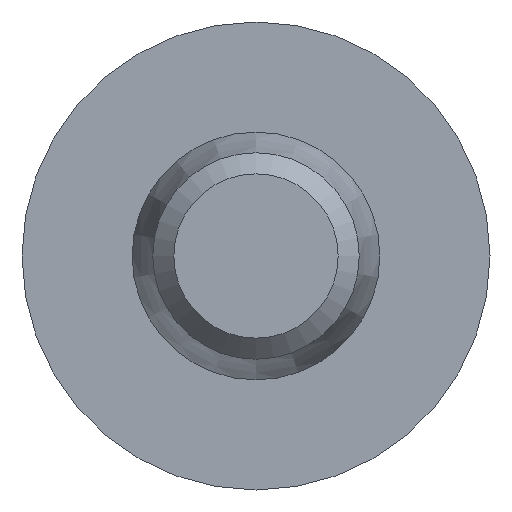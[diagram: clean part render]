
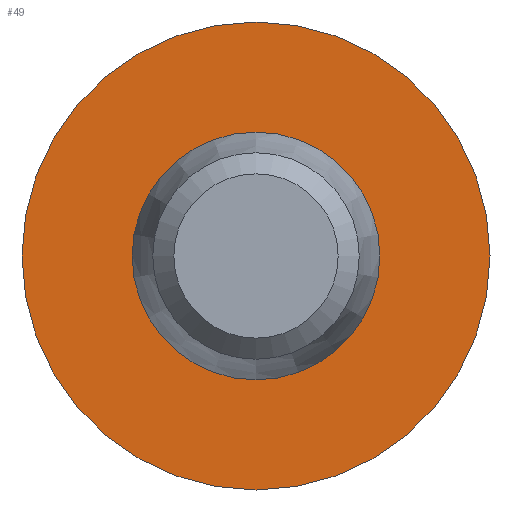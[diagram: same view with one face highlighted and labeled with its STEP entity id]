
A CAD part, front view. The second image highlights one B-rep face of the part: STEP entity #49.
In plain terms, the highlighted planar face has unit normal (0, -1, 0).
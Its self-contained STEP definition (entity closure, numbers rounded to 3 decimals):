
#49 = ADVANCED_FACE( '', ( #103, #104 ), #105, .F. );
#103 = FACE_OUTER_BOUND( '', #162, .T. );
#104 = FACE_BOUND( '', #163, .T. );
#105 = PLANE( '', #164 );
#162 = EDGE_LOOP( '', ( #268 ) );
#163 = EDGE_LOOP( '', ( #269 ) );
#164 = AXIS2_PLACEMENT_3D( '', #270, #271, #272 );
#268 = ORIENTED_EDGE( '', *, *, #356, .F. );
#269 = ORIENTED_EDGE( '', *, *, #358, .T. );
#270 = CARTESIAN_POINT( '', ( 0., 25., 0. ) );
#271 = DIRECTION( '', ( 0., 1., 0. ) );
#272 = DIRECTION( '', ( -1., 0., 0. ) );
#356 = EDGE_CURVE( '', #408, #408, #409, .T. );
#358 = EDGE_CURVE( '', #411, #411, #412, .T. );
#408 = VERTEX_POINT( '', #487 );
#409 = CIRCLE( '', #488, 6.8 );
#411 = VERTEX_POINT( '', #490 );
#412 = CIRCLE( '', #491, 3.6 );
#487 = CARTESIAN_POINT( '', ( -6.8, 25., 0. ) );
#488 = AXIS2_PLACEMENT_3D( '', #548, #549, #550 );
#490 = CARTESIAN_POINT( '', ( 0., 25., 3.6 ) );
#491 = AXIS2_PLACEMENT_3D( '', #551, #552, #553 );
#548 = CARTESIAN_POINT( '', ( 0., 25., 0. ) );
#549 = DIRECTION( '', ( 0., 1., 0. ) );
#550 = DIRECTION( '', ( -1., 0., 0. ) );
#551 = CARTESIAN_POINT( '', ( 0., 25., 0. ) );
#552 = DIRECTION( '', ( 0., 1., 0. ) );
#553 = DIRECTION( '', ( 0., 0., 1. ) );
